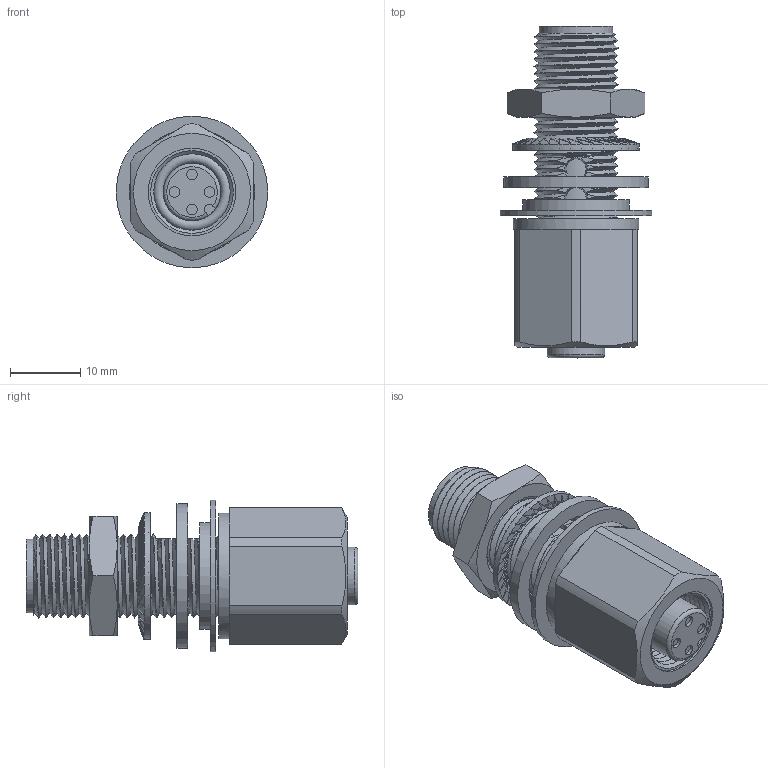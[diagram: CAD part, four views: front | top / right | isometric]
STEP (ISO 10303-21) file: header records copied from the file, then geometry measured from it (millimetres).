
FILE_DESCRIPTION(/* description */ (''),/* implementation_level */ '2;1');
FILE_NAME(/* name */ 'FK_FS-M12.stp',/* time_stamp */ '2016-09-06T16:38:30+02:00',/* author */ (''),/* organization */ (''),/* preprocessor_version */ 'ST-DEVELOPER v16',/* originating_system */ 'SIEMENS PLM Software NX 10.0',/* authorisation */ '');
FILE_SCHEMA (('AUTOMOTIVE_DESIGN { 1 0 10303 214 3 1 1 1 }'));
Products named in the file (1): 5000131__Buchseneinsatz_part_86440
Bounding box: 21.59 x 47.3 x 21.59 mm (x, y, z)
Volume: 7931.4 mm3; surface area: 6471.4 mm2
Topology: 3 solids, 4 shells, 636 faces, 1812 edges, 1196 vertices
Faces by surface type: plane 291, cylinder 208, cone 114, bspline 14, torus 9
Full cylindrical faces by diameter (mm): 1 x8, 1.5 x4, 8.3 x1, 10.5 x1, 11.125 x1, 11.481 x1, 12.5 x1, 13 x1, 15.24 x1, 16.002 x1, 17.856 x1, 18 x1, 20.625 x1, 21.59 x1
Entity records: 49585 total; most frequent: CARTESIAN_POINT 33974, ORIENTED_EDGE 3462, DIRECTION 2951, EDGE_CURVE 1731, VERTEX_POINT 1175, AXIS2_PLACEMENT_3D 1064, LINE 823, VECTOR 823
